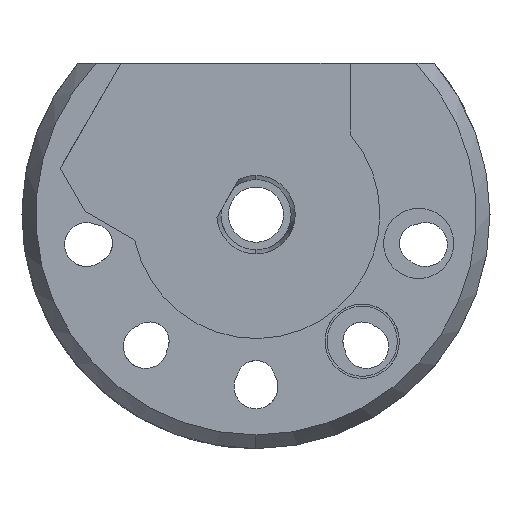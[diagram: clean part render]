
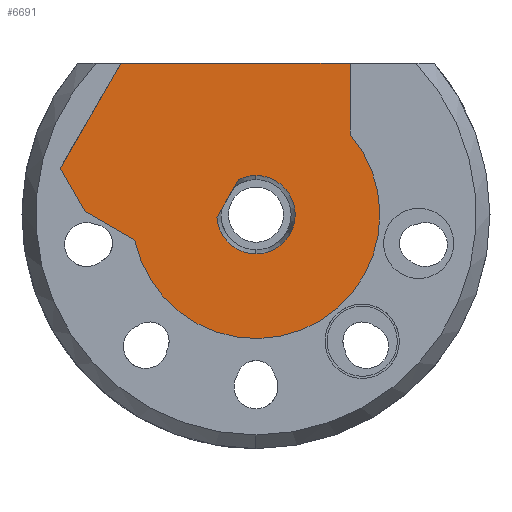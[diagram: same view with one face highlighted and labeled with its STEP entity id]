
A CAD part, left-side view. The second image highlights one B-rep face of the part: STEP entity #6691.
In plain terms, the highlighted planar face has unit normal (-1, 0, 0).
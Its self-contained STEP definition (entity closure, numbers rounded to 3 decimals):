
#18 = VERTEX_POINT ( 'NONE', #1671 ) ;
#89 = VERTEX_POINT ( 'NONE', #1842 ) ;
#150 = VERTEX_POINT ( 'NONE', #6676 ) ;
#180 = LINE ( 'NONE', #6978, #6452 ) ;
#239 = VERTEX_POINT ( 'NONE', #1917 ) ;
#278 = LINE ( 'NONE', #2867, #7414 ) ;
#369 = DIRECTION ( 'NONE',  ( 1., 0., 0. ) ) ;
#428 = EDGE_CURVE ( 'NONE', #3690, #239, #7048, .T. ) ;
#594 = CIRCLE ( 'NONE', #3154, 2.85 ) ;
#650 = LINE ( 'NONE', #1404, #839 ) ;
#821 = EDGE_CURVE ( 'NONE', #18, #1055, #5023, .T. ) ;
#839 = VECTOR ( 'NONE', #4432, 1000. ) ;
#1055 = VERTEX_POINT ( 'NONE', #4116 ) ;
#1243 = ORIENTED_EDGE ( 'NONE', *, *, #6475, .F. ) ;
#1404 = CARTESIAN_POINT ( 'NONE',  ( -25., -25., 11. ) ) ;
#1668 = CARTESIAN_POINT ( 'NONE',  ( -25., 7.33, -2.696 ) ) ;
#1671 = CARTESIAN_POINT ( 'NONE',  ( -25., 0., -2.85 ) ) ;
#1683 = ORIENTED_EDGE ( 'NONE', *, *, #7047, .F. ) ;
#1714 = CARTESIAN_POINT ( 'NONE',  ( -25., 0., 0. ) ) ;
#1732 = DIRECTION ( 'NONE',  ( 0., 0., 1. ) ) ;
#1748 = CARTESIAN_POINT ( 'NONE',  ( -25., 0., 0. ) ) ;
#1815 = AXIS2_PLACEMENT_3D ( 'NONE', #3993, #369, #7685 ) ;
#1830 = LINE ( 'NONE', #4193, #4482 ) ;
#1842 = CARTESIAN_POINT ( 'NONE',  ( -25., 12.41, 0.237 ) ) ;
#1855 = ORIENTED_EDGE ( 'NONE', *, *, #6838, .F. ) ;
#1917 = CARTESIAN_POINT ( 'NONE',  ( -25., 8.809, -1.842 ) ) ;
#2017 = EDGE_CURVE ( 'NONE', #89, #7814, #1830, .T. ) ;
#2224 = PLANE ( 'NONE',  #1815 ) ;
#2338 = DIRECTION ( 'NONE',  ( 0., 0.866, 0.5 ) ) ;
#2368 = FACE_BOUND ( 'NONE', #4316, .T. ) ;
#2449 = ORIENTED_EDGE ( 'NONE', *, *, #2017, .F. ) ;
#2584 = VERTEX_POINT ( 'NONE', #5721 ) ;
#2630 = ORIENTED_EDGE ( 'NONE', *, *, #7378, .F. ) ;
#2790 = ORIENTED_EDGE ( 'NONE', *, *, #4588, .F. ) ;
#2867 = CARTESIAN_POINT ( 'NONE',  ( -25., 1.68, 1.83 ) ) ;
#2930 = DIRECTION ( 'NONE',  ( 0., 0., 1. ) ) ;
#3020 = AXIS2_PLACEMENT_3D ( 'NONE', #7371, #6210, #5567 ) ;
#3089 = EDGE_CURVE ( 'NONE', #5964, #150, #650, .T. ) ;
#3148 = CARTESIAN_POINT ( 'NONE',  ( -25., 9.815, 11. ) ) ;
#3154 = AXIS2_PLACEMENT_3D ( 'NONE', #1714, #5962, #2930 ) ;
#3200 = LINE ( 'NONE', #1668, #6743 ) ;
#3301 = FACE_OUTER_BOUND ( 'NONE', #4207, .T. ) ;
#3625 = ORIENTED_EDGE ( 'NONE', *, *, #821, .F. ) ;
#3690 = VERTEX_POINT ( 'NONE', #6379 ) ;
#3993 = CARTESIAN_POINT ( 'NONE',  ( -25., -6.83, 1.83 ) ) ;
#4116 = CARTESIAN_POINT ( 'NONE',  ( -25., 0., 2.85 ) ) ;
#4193 = CARTESIAN_POINT ( 'NONE',  ( -25., 11.91, -0.629 ) ) ;
#4207 = EDGE_LOOP ( 'NONE', ( #6989, #2630, #2449, #1683, #6139, #4587 ) ) ;
#4257 = AXIS2_PLACEMENT_3D ( 'NONE', #7715, #7153, #5886 ) ;
#4316 = EDGE_LOOP ( 'NONE', ( #2790, #1855, #1243, #3625 ) ) ;
#4432 = DIRECTION ( 'NONE',  ( 0., -1., 0. ) ) ;
#4482 = VECTOR ( 'NONE', #7327, 1000. ) ;
#4587 = ORIENTED_EDGE ( 'NONE', *, *, #5858, .T. ) ;
#4588 = EDGE_CURVE ( 'NONE', #7910, #18, #594, .T. ) ;
#4648 = DIRECTION ( 'NONE',  ( 0., 0.5, -0.866 ) ) ;
#5023 = CIRCLE ( 'NONE', #4257, 2.85 ) ;
#5170 = DIRECTION ( 'NONE',  ( 0., -0.5, 0.866 ) ) ;
#5418 = LINE ( 'NONE', #7867, #5893 ) ;
#5567 = DIRECTION ( 'NONE',  ( 0., 0., 1. ) ) ;
#5721 = CARTESIAN_POINT ( 'NONE',  ( -25., 1.261, 2.556 ) ) ;
#5843 = DIRECTION ( 'NONE',  ( 1., 0., 0. ) ) ;
#5858 = EDGE_CURVE ( 'NONE', #3690, #150, #5418, .T. ) ;
#5886 = DIRECTION ( 'NONE',  ( 0., 0., 1. ) ) ;
#5893 = VECTOR ( 'NONE', #1732, 1000. ) ;
#5962 = DIRECTION ( 'NONE',  ( -1., 0., 0. ) ) ;
#5964 = VERTEX_POINT ( 'NONE', #3148 ) ;
#6139 = ORIENTED_EDGE ( 'NONE', *, *, #428, .F. ) ;
#6210 = DIRECTION ( 'NONE',  ( -1., 0., 0. ) ) ;
#6379 = CARTESIAN_POINT ( 'NONE',  ( -25., -6.83, 5.861 ) ) ;
#6452 = VECTOR ( 'NONE', #5170, 1000. ) ;
#6475 = EDGE_CURVE ( 'NONE', #1055, #2584, #7044, .T. ) ;
#6657 = CARTESIAN_POINT ( 'NONE',  ( -25., 2.844, -0.186 ) ) ;
#6676 = CARTESIAN_POINT ( 'NONE',  ( -25., -6.83, 11. ) ) ;
#6691 = ADVANCED_FACE ( 'NONE', ( #2368, #3301 ), #2224, .F. ) ;
#6743 = VECTOR ( 'NONE', #2338, 1000. ) ;
#6838 = EDGE_CURVE ( 'NONE', #2584, #7910, #278, .T. ) ;
#6978 = CARTESIAN_POINT ( 'NONE',  ( -25., 9.124, 12.196 ) ) ;
#6989 = ORIENTED_EDGE ( 'NONE', *, *, #3089, .F. ) ;
#7044 = CIRCLE ( 'NONE', #3020, 2.85 ) ;
#7047 = EDGE_CURVE ( 'NONE', #239, #89, #3200, .T. ) ;
#7048 = CIRCLE ( 'NONE', #7691, 9. ) ;
#7153 = DIRECTION ( 'NONE',  ( -1., 0., 0. ) ) ;
#7327 = DIRECTION ( 'NONE',  ( 0., 0.5, 0.866 ) ) ;
#7371 = CARTESIAN_POINT ( 'NONE',  ( -25., 0., 0. ) ) ;
#7378 = EDGE_CURVE ( 'NONE', #7814, #5964, #180, .T. ) ;
#7414 = VECTOR ( 'NONE', #4648, 1000. ) ;
#7603 = CARTESIAN_POINT ( 'NONE',  ( -25., 14.22, 3.371 ) ) ;
#7685 = DIRECTION ( 'NONE',  ( 0., 0., -1. ) ) ;
#7691 = AXIS2_PLACEMENT_3D ( 'NONE', #1748, #5843, #7723 ) ;
#7715 = CARTESIAN_POINT ( 'NONE',  ( -25., 0., 0. ) ) ;
#7723 = DIRECTION ( 'NONE',  ( 0., 1., 0. ) ) ;
#7814 = VERTEX_POINT ( 'NONE', #7603 ) ;
#7867 = CARTESIAN_POINT ( 'NONE',  ( -25., -6.83, 1.83 ) ) ;
#7910 = VERTEX_POINT ( 'NONE', #6657 ) ;
